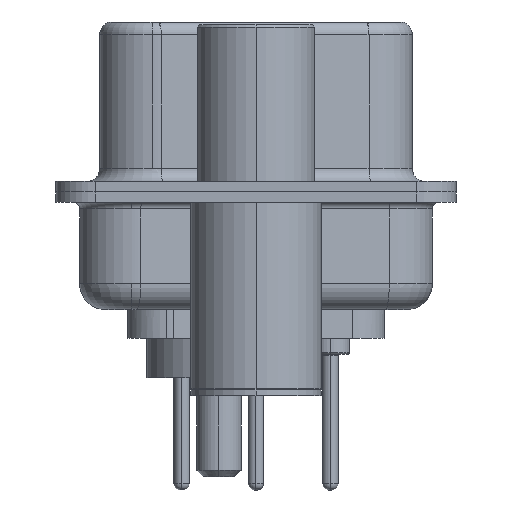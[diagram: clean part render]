
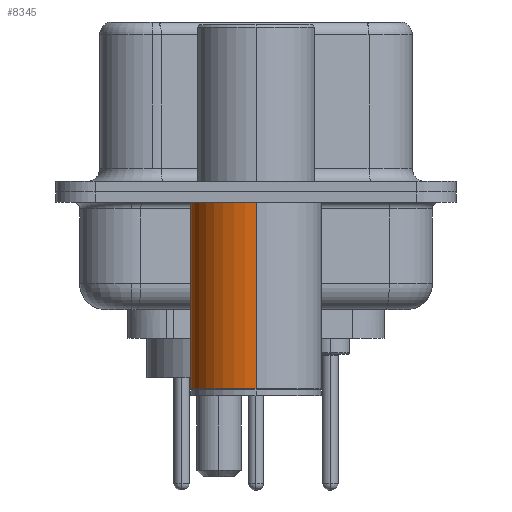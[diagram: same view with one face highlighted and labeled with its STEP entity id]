
A CAD part, left-side view. The second image highlights one B-rep face of the part: STEP entity #8345.
In plain terms, the highlighted cylindrical face has radius 2.5 mm (diameter 5 mm), a partial arc.
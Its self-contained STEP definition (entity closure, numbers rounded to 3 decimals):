
#619 = DIRECTION ( 'NONE',  ( 0., 0., 1. ) ) ;
#1082 = VERTEX_POINT ( 'NONE', #13577 ) ;
#1378 = CYLINDRICAL_SURFACE ( 'NONE', #24419, 2.5 ) ;
#1492 = VERTEX_POINT ( 'NONE', #6336 ) ;
#1883 = ORIENTED_EDGE ( 'NONE', *, *, #21311, .T. ) ;
#5176 = ORIENTED_EDGE ( 'NONE', *, *, #9094, .F. ) ;
#5624 = EDGE_CURVE ( 'NONE', #1492, #1082, #16537, .T. ) ;
#5767 = DIRECTION ( 'NONE',  ( 1., 0., 0. ) ) ;
#5814 = CARTESIAN_POINT ( 'NONE',  ( 0., 0., -7.525 ) ) ;
#6336 = CARTESIAN_POINT ( 'NONE',  ( 2.5, 0., -7.525 ) ) ;
#7999 = DIRECTION ( 'NONE',  ( 1., 0., 0. ) ) ;
#8345 = ADVANCED_FACE ( 'NONE', ( #12981 ), #1378, .T. ) ;
#8840 = CIRCLE ( 'NONE', #18474, 2.5 ) ;
#9094 = EDGE_CURVE ( 'NONE', #1082, #13674, #8840, .T. ) ;
#9693 = CARTESIAN_POINT ( 'NONE',  ( -2.5, 0., -0.4 ) ) ;
#10176 = DIRECTION ( 'NONE',  ( 0., 0., 1. ) ) ;
#10544 = VECTOR ( 'NONE', #17454, 1000. ) ;
#10616 = DIRECTION ( 'NONE',  ( 0., 0., 1. ) ) ;
#10727 = VECTOR ( 'NONE', #619, 1000. ) ;
#11406 = VERTEX_POINT ( 'NONE', #26836 ) ;
#11928 = ORIENTED_EDGE ( 'NONE', *, *, #5624, .F. ) ;
#12189 = EDGE_LOOP ( 'NONE', ( #1883, #14987, #5176, #11928 ) ) ;
#12981 = FACE_OUTER_BOUND ( 'NONE', #12189, .T. ) ;
#13577 = CARTESIAN_POINT ( 'NONE',  ( 2.5, 0., -0.4 ) ) ;
#13674 = VERTEX_POINT ( 'NONE', #9693 ) ;
#13950 = AXIS2_PLACEMENT_3D ( 'NONE', #5814, #21047, #7999 ) ;
#14987 = ORIENTED_EDGE ( 'NONE', *, *, #25680, .T. ) ;
#16537 = LINE ( 'NONE', #26551, #10727 ) ;
#17454 = DIRECTION ( 'NONE',  ( 0., 0., 1. ) ) ;
#18474 = AXIS2_PLACEMENT_3D ( 'NONE', #23606, #10616, #25834 ) ;
#18857 = CARTESIAN_POINT ( 'NONE',  ( 0., 0., 0.581 ) ) ;
#19608 = CARTESIAN_POINT ( 'NONE',  ( -2.5, 0., 0.581 ) ) ;
#21047 = DIRECTION ( 'NONE',  ( 0., 0., 1. ) ) ;
#21311 = EDGE_CURVE ( 'NONE', #1492, #11406, #25203, .T. ) ;
#22069 = LINE ( 'NONE', #19608, #10544 ) ;
#23606 = CARTESIAN_POINT ( 'NONE',  ( 0., 0., -0.4 ) ) ;
#24419 = AXIS2_PLACEMENT_3D ( 'NONE', #18857, #10176, #5767 ) ;
#25203 = CIRCLE ( 'NONE', #13950, 2.5 ) ;
#25680 = EDGE_CURVE ( 'NONE', #11406, #13674, #22069, .T. ) ;
#25834 = DIRECTION ( 'NONE',  ( 1., 0., 0. ) ) ;
#26551 = CARTESIAN_POINT ( 'NONE',  ( 2.5, 0., 0.581 ) ) ;
#26836 = CARTESIAN_POINT ( 'NONE',  ( -2.5, 0., -7.525 ) ) ;
